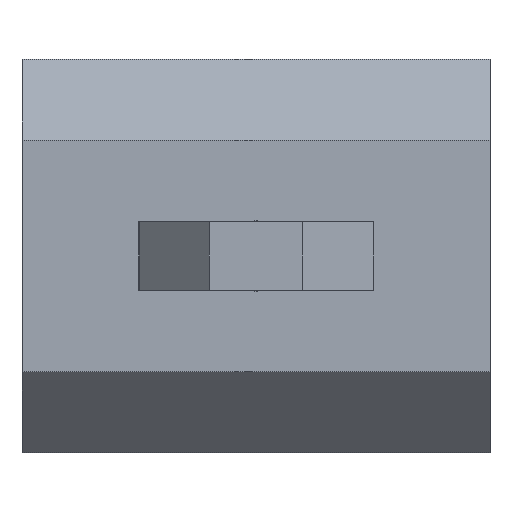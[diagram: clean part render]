
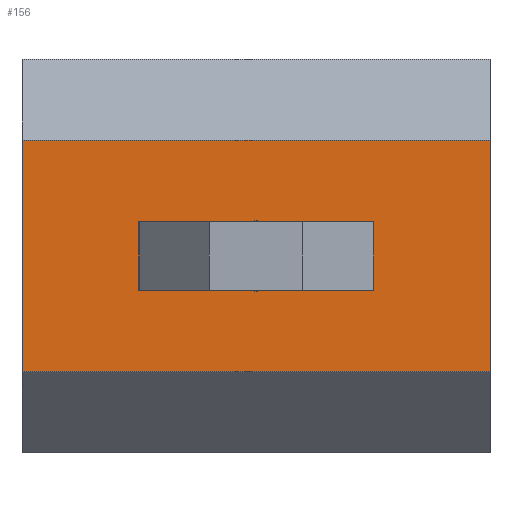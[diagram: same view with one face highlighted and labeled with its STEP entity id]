
A CAD part, front view. The second image highlights one B-rep face of the part: STEP entity #156.
In plain terms, the highlighted planar face has unit normal (0, -1, 0).
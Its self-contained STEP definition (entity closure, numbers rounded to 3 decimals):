
#1 = CARTESIAN_POINT ( 'NONE',  ( -15., 0., 1.47 ) ) ;
#2 = VERTEX_POINT ( 'NONE', #358 ) ;
#10 = DIRECTION ( 'NONE',  ( 0., -1., 0. ) ) ;
#12 = DIRECTION ( 'NONE',  ( 0., 0., 1. ) ) ;
#26 = VERTEX_POINT ( 'NONE', #437 ) ;
#56 = DIRECTION ( 'NONE',  ( 0., 0., 1. ) ) ;
#63 = CARTESIAN_POINT ( 'NONE',  ( -11.5, 0., -8.401 ) ) ;
#79 = CARTESIAN_POINT ( 'NONE',  ( -15., 0., 1.47 ) ) ;
#88 = CARTESIAN_POINT ( 'NONE',  ( -8.5, 0., -8.401 ) ) ;
#93 = DIRECTION ( 'NONE',  ( 0., 0., -1. ) ) ;
#100 = VERTEX_POINT ( 'NONE', #964 ) ;
#116 = CARTESIAN_POINT ( 'NONE',  ( -20., 0., 4.95 ) ) ;
#118 = CARTESIAN_POINT ( 'NONE',  ( -8.5, 0., 1.47 ) ) ;
#121 = EDGE_CURVE ( 'NONE', #765, #313, #260, .T. ) ;
#127 = CARTESIAN_POINT ( 'NONE',  ( -15., 0., -1.47 ) ) ;
#129 = CARTESIAN_POINT ( 'NONE',  ( -15., 0., -1.47 ) ) ;
#130 = ORIENTED_EDGE ( 'NONE', *, *, #829, .T. ) ;
#138 = VECTOR ( 'NONE', #325, 1000. ) ;
#144 = DIRECTION ( 'NONE',  ( 0., 0., 1. ) ) ;
#156 = ADVANCED_FACE ( 'NONE', ( #258, #738 ), #589, .T. ) ;
#159 = EDGE_CURVE ( 'NONE', #26, #414, #493, .T. ) ;
#167 = LINE ( 'NONE', #79, #138 ) ;
#169 = VECTOR ( 'NONE', #654, 1000. ) ;
#171 = LINE ( 'NONE', #410, #862 ) ;
#176 = VECTOR ( 'NONE', #144, 1000. ) ;
#185 = VERTEX_POINT ( 'NONE', #502 ) ;
#192 = AXIS2_PLACEMENT_3D ( 'NONE', #281, #688, #756 ) ;
#206 = DIRECTION ( 'NONE',  ( 0., 0., -1. ) ) ;
#212 = DIRECTION ( 'NONE',  ( 0., 0., -1. ) ) ;
#214 = VECTOR ( 'NONE', #617, 1000. ) ;
#216 = CARTESIAN_POINT ( 'NONE',  ( -20., 0., 4.95 ) ) ;
#224 = EDGE_CURVE ( 'NONE', #414, #585, #167, .T. ) ;
#238 = VECTOR ( 'NONE', #206, 1000. ) ;
#241 = VECTOR ( 'NONE', #367, 1000. ) ;
#242 = CARTESIAN_POINT ( 'NONE',  ( -15., 0., 1.47 ) ) ;
#252 = DIRECTION ( 'NONE',  ( 0., -1., 0. ) ) ;
#258 = FACE_BOUND ( 'NONE', #735, .T. ) ;
#259 = DIRECTION ( 'NONE',  ( 0., 0., 1. ) ) ;
#260 = LINE ( 'NONE', #242, #169 ) ;
#262 = ORIENTED_EDGE ( 'NONE', *, *, #121, .F. ) ;
#267 = EDGE_CURVE ( 'NONE', #100, #880, #315, .T. ) ;
#280 = LINE ( 'NONE', #216, #214 ) ;
#281 = CARTESIAN_POINT ( 'NONE',  ( -10., 0., 0. ) ) ;
#292 = LINE ( 'NONE', #693, #241 ) ;
#313 = VERTEX_POINT ( 'NONE', #1 ) ;
#315 = CIRCLE ( 'NONE', #368, 1.5 ) ;
#325 = DIRECTION ( 'NONE',  ( -1., 0., 0. ) ) ;
#329 = ORIENTED_EDGE ( 'NONE', *, *, #907, .F. ) ;
#338 = CARTESIAN_POINT ( 'NONE',  ( -10., 0., 0. ) ) ;
#345 = ORIENTED_EDGE ( 'NONE', *, *, #786, .F. ) ;
#349 = ORIENTED_EDGE ( 'NONE', *, *, #716, .T. ) ;
#353 = DIRECTION ( 'NONE',  ( 0., -1., 0. ) ) ;
#358 = CARTESIAN_POINT ( 'NONE',  ( -8.5, 0., 0. ) ) ;
#367 = DIRECTION ( 'NONE',  ( -1., 0., 0. ) ) ;
#368 = AXIS2_PLACEMENT_3D ( 'NONE', #338, #10, #93 ) ;
#402 = CARTESIAN_POINT ( 'NONE',  ( -11.5, 0., 1.47 ) ) ;
#406 = CIRCLE ( 'NONE', #1016, 1.5 ) ;
#410 = CARTESIAN_POINT ( 'NONE',  ( -20., 0., 0. ) ) ;
#414 = VERTEX_POINT ( 'NONE', #950 ) ;
#429 = ORIENTED_EDGE ( 'NONE', *, *, #566, .T. ) ;
#437 = CARTESIAN_POINT ( 'NONE',  ( -5., 0., -1.47 ) ) ;
#438 = CARTESIAN_POINT ( 'NONE',  ( -10., 0., -1.5 ) ) ;
#446 = ORIENTED_EDGE ( 'NONE', *, *, #870, .T. ) ;
#448 = EDGE_CURVE ( 'NONE', #837, #891, #171, .T. ) ;
#449 = CARTESIAN_POINT ( 'NONE',  ( 0., 0., -4.95 ) ) ;
#450 = LINE ( 'NONE', #1012, #753 ) ;
#451 = LINE ( 'NONE', #518, #238 ) ;
#453 = CARTESIAN_POINT ( 'NONE',  ( -20., 0., -4.95 ) ) ;
#457 = VECTOR ( 'NONE', #56, 1000. ) ;
#491 = VECTOR ( 'NONE', #614, 1000. ) ;
#492 = DIRECTION ( 'NONE',  ( 0., -1., 0. ) ) ;
#493 = LINE ( 'NONE', #819, #576 ) ;
#501 = DIRECTION ( 'NONE',  ( 0., 0., -1. ) ) ;
#502 = CARTESIAN_POINT ( 'NONE',  ( 0., 0., 4.95 ) ) ;
#506 = ORIENTED_EDGE ( 'NONE', *, *, #637, .F. ) ;
#509 = LINE ( 'NONE', #88, #834 ) ;
#518 = CARTESIAN_POINT ( 'NONE',  ( 0., 0., 0. ) ) ;
#526 = CARTESIAN_POINT ( 'NONE',  ( -20., 0., -4.95 ) ) ;
#528 = EDGE_CURVE ( 'NONE', #2, #592, #919, .T. ) ;
#533 = LINE ( 'NONE', #1000, #1004 ) ;
#566 = EDGE_CURVE ( 'NONE', #848, #828, #776, .T. ) ;
#570 = EDGE_CURVE ( 'NONE', #848, #100, #698, .T. ) ;
#576 = VECTOR ( 'NONE', #259, 1000. ) ;
#579 = CARTESIAN_POINT ( 'NONE',  ( -20., 0., 0. ) ) ;
#585 = VERTEX_POINT ( 'NONE', #118 ) ;
#589 = PLANE ( 'NONE',  #601 ) ;
#592 = VERTEX_POINT ( 'NONE', #1015 ) ;
#601 = AXIS2_PLACEMENT_3D ( 'NONE', #579, #252, #896 ) ;
#608 = DIRECTION ( 'NONE',  ( 0., 0., 1. ) ) ;
#614 = DIRECTION ( 'NONE',  ( 1., 0., 0. ) ) ;
#617 = DIRECTION ( 'NONE',  ( 1., 0., 0. ) ) ;
#627 = VERTEX_POINT ( 'NONE', #449 ) ;
#637 = EDGE_CURVE ( 'NONE', #185, #627, #451, .T. ) ;
#654 = DIRECTION ( 'NONE',  ( -1., 0., 0. ) ) ;
#673 = ORIENTED_EDGE ( 'NONE', *, *, #904, .F. ) ;
#677 = ORIENTED_EDGE ( 'NONE', *, *, #528, .F. ) ;
#688 = DIRECTION ( 'NONE',  ( 0., -1., 0. ) ) ;
#693 = CARTESIAN_POINT ( 'NONE',  ( -15., 0., -1.47 ) ) ;
#698 = LINE ( 'NONE', #63, #457 ) ;
#703 = ORIENTED_EDGE ( 'NONE', *, *, #224, .F. ) ;
#716 = EDGE_CURVE ( 'NONE', #2, #585, #509, .T. ) ;
#733 = DIRECTION ( 'NONE',  ( 0., 0., -1. ) ) ;
#735 = EDGE_LOOP ( 'NONE', ( #703, #807, #751, #130, #345, #853, #874, #429, #901, #262, #985, #329, #677, #349 ) ) ;
#738 = FACE_OUTER_BOUND ( 'NONE', #884, .T. ) ;
#751 = ORIENTED_EDGE ( 'NONE', *, *, #836, .T. ) ;
#753 = VECTOR ( 'NONE', #944, 1000. ) ;
#756 = DIRECTION ( 'NONE',  ( 0., 0., -1. ) ) ;
#765 = VERTEX_POINT ( 'NONE', #402 ) ;
#767 = LINE ( 'NONE', #526, #491 ) ;
#773 = CARTESIAN_POINT ( 'NONE',  ( -11.5, 0., -1.47 ) ) ;
#776 = LINE ( 'NONE', #129, #999 ) ;
#780 = DIRECTION ( 'NONE',  ( -1., 0., 0. ) ) ;
#786 = EDGE_CURVE ( 'NONE', #880, #2, #1014, .T. ) ;
#807 = ORIENTED_EDGE ( 'NONE', *, *, #159, .F. ) ;
#819 = CARTESIAN_POINT ( 'NONE',  ( -5., 0., -1.47 ) ) ;
#828 = VERTEX_POINT ( 'NONE', #845 ) ;
#829 = EDGE_CURVE ( 'NONE', #854, #2, #450, .T. ) ;
#834 = VECTOR ( 'NONE', #12, 1000. ) ;
#836 = EDGE_CURVE ( 'NONE', #26, #854, #292, .T. ) ;
#837 = VERTEX_POINT ( 'NONE', #116 ) ;
#845 = CARTESIAN_POINT ( 'NONE',  ( -15., 0., -1.47 ) ) ;
#848 = VERTEX_POINT ( 'NONE', #773 ) ;
#850 = LINE ( 'NONE', #127, #176 ) ;
#853 = ORIENTED_EDGE ( 'NONE', *, *, #267, .F. ) ;
#854 = VERTEX_POINT ( 'NONE', #858 ) ;
#858 = CARTESIAN_POINT ( 'NONE',  ( -8.5, 0., -1.47 ) ) ;
#862 = VECTOR ( 'NONE', #733, 1000. ) ;
#870 = EDGE_CURVE ( 'NONE', #891, #627, #767, .T. ) ;
#874 = ORIENTED_EDGE ( 'NONE', *, *, #570, .F. ) ;
#880 = VERTEX_POINT ( 'NONE', #438 ) ;
#884 = EDGE_LOOP ( 'NONE', ( #506, #673, #984, #446 ) ) ;
#891 = VERTEX_POINT ( 'NONE', #453 ) ;
#896 = DIRECTION ( 'NONE',  ( 0., 0., -1. ) ) ;
#901 = ORIENTED_EDGE ( 'NONE', *, *, #980, .T. ) ;
#904 = EDGE_CURVE ( 'NONE', #837, #185, #280, .T. ) ;
#907 = EDGE_CURVE ( 'NONE', #592, #100, #406, .T. ) ;
#913 = EDGE_CURVE ( 'NONE', #100, #765, #533, .T. ) ;
#919 = CIRCLE ( 'NONE', #192, 1.5 ) ;
#921 = AXIS2_PLACEMENT_3D ( 'NONE', #981, #492, #501 ) ;
#936 = CARTESIAN_POINT ( 'NONE',  ( -10., 0., 0. ) ) ;
#944 = DIRECTION ( 'NONE',  ( 0., 0., 1. ) ) ;
#950 = CARTESIAN_POINT ( 'NONE',  ( -5., 0., 1.47 ) ) ;
#964 = CARTESIAN_POINT ( 'NONE',  ( -11.5, 0., 0. ) ) ;
#980 = EDGE_CURVE ( 'NONE', #828, #313, #850, .T. ) ;
#981 = CARTESIAN_POINT ( 'NONE',  ( -10., 0., 0. ) ) ;
#984 = ORIENTED_EDGE ( 'NONE', *, *, #448, .T. ) ;
#985 = ORIENTED_EDGE ( 'NONE', *, *, #913, .F. ) ;
#999 = VECTOR ( 'NONE', #780, 1000. ) ;
#1000 = CARTESIAN_POINT ( 'NONE',  ( -11.5, 0., -8.401 ) ) ;
#1004 = VECTOR ( 'NONE', #608, 1000. ) ;
#1012 = CARTESIAN_POINT ( 'NONE',  ( -8.5, 0., -8.401 ) ) ;
#1014 = CIRCLE ( 'NONE', #921, 1.5 ) ;
#1015 = CARTESIAN_POINT ( 'NONE',  ( -10., 0., 1.5 ) ) ;
#1016 = AXIS2_PLACEMENT_3D ( 'NONE', #936, #353, #212 ) ;
